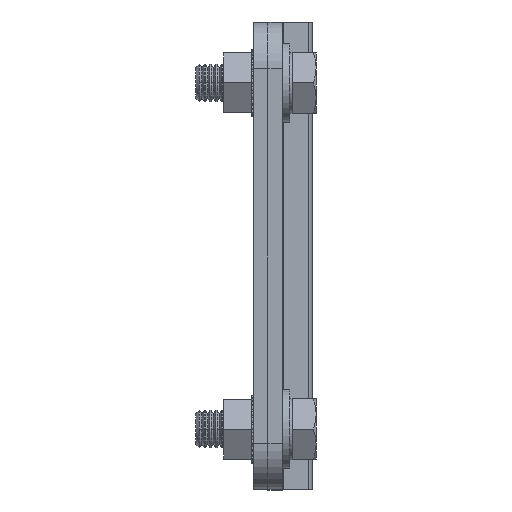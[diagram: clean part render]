
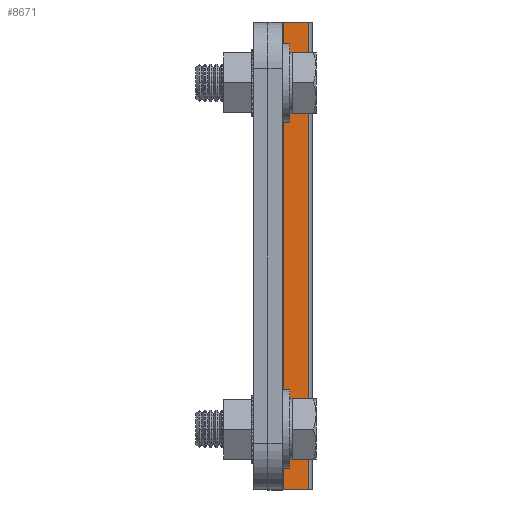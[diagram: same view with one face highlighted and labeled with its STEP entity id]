
A CAD part, left-side view. The second image highlights one B-rep face of the part: STEP entity #8671.
In plain terms, the highlighted face is planar.
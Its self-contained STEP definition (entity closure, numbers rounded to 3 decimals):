
#29 = DIRECTION ( 'NONE',  ( -1., 0., 0. ) ) ;
#201 = VECTOR ( 'NONE', #3250, 1000. ) ;
#886 = VECTOR ( 'NONE', #9464, 1000. ) ;
#1086 = ORIENTED_EDGE ( 'NONE', *, *, #2933, .F. ) ;
#1109 = VECTOR ( 'NONE', #7088, 1000. ) ;
#1130 = CARTESIAN_POINT ( 'NONE',  ( -50., -10.4, -16.824 ) ) ;
#1212 = CARTESIAN_POINT ( 'NONE',  ( 50., -5.609, -11.114 ) ) ;
#2321 = CARTESIAN_POINT ( 'NONE',  ( 50., -10.4, -16.824 ) ) ;
#2343 = EDGE_CURVE ( 'NONE', #7755, #6325, #6238, .T. ) ;
#2763 = CARTESIAN_POINT ( 'NONE',  ( 50., -0.234, -4.709 ) ) ;
#2933 = EDGE_CURVE ( 'NONE', #10608, #6325, #6732, .T. ) ;
#3250 = DIRECTION ( 'NONE',  ( 0., -0.643, -0.766 ) ) ;
#3673 = FACE_OUTER_BOUND ( 'NONE', #7701, .T. ) ;
#4212 = ORIENTED_EDGE ( 'NONE', *, *, #10270, .F. ) ;
#4862 = DIRECTION ( 'NONE',  ( 0., 0.643, 0.766 ) ) ;
#4906 = PLANE ( 'NONE',  #6773 ) ;
#5290 = ORIENTED_EDGE ( 'NONE', *, *, #2343, .T. ) ;
#5628 = LINE ( 'NONE', #1130, #1109 ) ;
#6238 = LINE ( 'NONE', #6835, #886 ) ;
#6325 = VERTEX_POINT ( 'NONE', #1212 ) ;
#6631 = VERTEX_POINT ( 'NONE', #6652 ) ;
#6652 = CARTESIAN_POINT ( 'NONE',  ( -50., -0.234, -4.709 ) ) ;
#6732 = LINE ( 'NONE', #2321, #201 ) ;
#6773 = AXIS2_PLACEMENT_3D ( 'NONE', #10863, #9961, #4862 ) ;
#6835 = CARTESIAN_POINT ( 'NONE',  ( 50., -5.609, -11.114 ) ) ;
#7088 = DIRECTION ( 'NONE',  ( 0., 0.643, 0.766 ) ) ;
#7598 = EDGE_CURVE ( 'NONE', #10608, #6631, #8628, .T. ) ;
#7701 = EDGE_LOOP ( 'NONE', ( #1086, #8190, #4212, #5290 ) ) ;
#7755 = VERTEX_POINT ( 'NONE', #9745 ) ;
#8190 = ORIENTED_EDGE ( 'NONE', *, *, #7598, .T. ) ;
#8628 = LINE ( 'NONE', #10259, #10896 ) ;
#8671 = ADVANCED_FACE ( 'NONE', ( #3673 ), #4906, .F. ) ;
#9464 = DIRECTION ( 'NONE',  ( 1., 0., 0. ) ) ;
#9745 = CARTESIAN_POINT ( 'NONE',  ( -50., -5.609, -11.114 ) ) ;
#9961 = DIRECTION ( 'NONE',  ( 0., 0.766, -0.643 ) ) ;
#10259 = CARTESIAN_POINT ( 'NONE',  ( 50., -0.234, -4.709 ) ) ;
#10270 = EDGE_CURVE ( 'NONE', #7755, #6631, #5628, .T. ) ;
#10608 = VERTEX_POINT ( 'NONE', #2763 ) ;
#10863 = CARTESIAN_POINT ( 'NONE',  ( 50., 16.918, 15.733 ) ) ;
#10896 = VECTOR ( 'NONE', #29, 1000. ) ;
